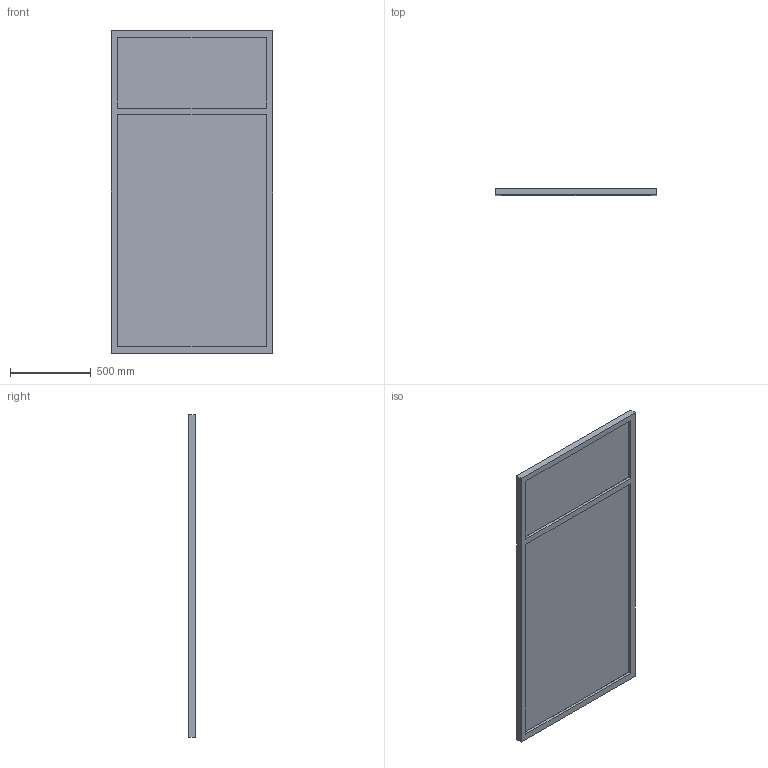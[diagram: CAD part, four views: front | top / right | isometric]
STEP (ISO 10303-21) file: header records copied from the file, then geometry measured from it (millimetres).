
FILE_DESCRIPTION(('FreeCAD Model'),'2;1');
FILE_NAME('Window with 2 vertical fixed glass.step','2016-10-04T16:06:56',('Author'),(''), 'Open CASCADE STEP processor 6.8','FreeCAD','Unknown');
FILE_SCHEMA(('AUTOMOTIVE_DESIGN_CC2 { 1 2 10303 214 -1 1 5 4 }'));
Length unit declared in the file: millimetre
Products named in the file (2): ASSEMBLY; Window_with_2_vertical_fixed_glass
Assembly tree (1 placements, depth 2):
  ASSEMBLY
    Window_with_2_vertical_fixed_glass
Bounding box: 1000 x 40 x 2000 mm (x, y, z)
Volume: 17734400 mm3; surface area: 4567360 mm2
Topology: 3 solids, 3 shells, 26 faces, 60 edges, 40 vertices
Faces by surface type: plane 26
Entity records: 1721 total; most frequent: CARTESIAN_POINT 248, DIRECTION 236, LINE 180, VECTOR 180, ORIENTED_EDGE 120, PCURVE 120, DEFINITIONAL_REPRESENTATION 120, EDGE_CURVE 60
